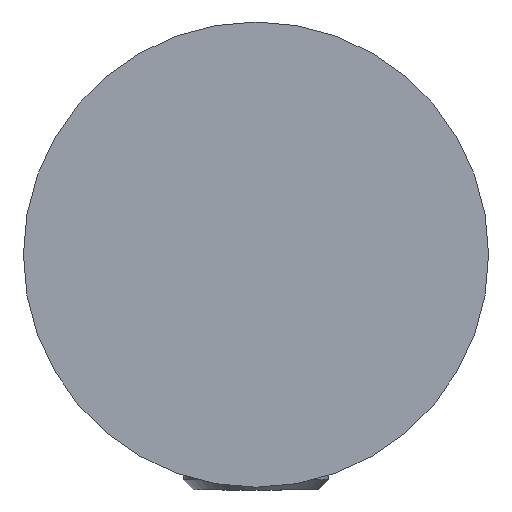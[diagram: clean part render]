
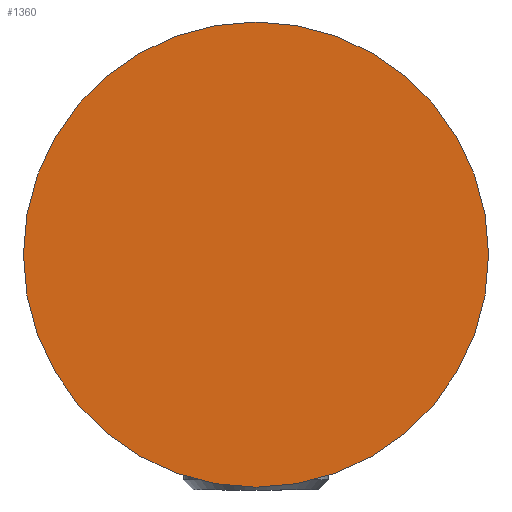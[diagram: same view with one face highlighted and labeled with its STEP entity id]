
A CAD part, left-side view. The second image highlights one B-rep face of the part: STEP entity #1360.
In plain terms, the highlighted planar face has unit normal (-1, 0, 0).
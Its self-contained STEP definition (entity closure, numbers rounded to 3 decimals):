
#117=PLANE('',#1631);
#505=ORIENTED_EDGE('',*,*,#808,.T.);
#808=EDGE_CURVE('',#1056,#1056,#1188,.T.);
#1056=VERTEX_POINT('',#2989);
#1188=CIRCLE('',#1632,33.6);
#1237=EDGE_LOOP('',(#505));
#1298=FACE_BOUND('',#1237,.T.);
#1360=ADVANCED_FACE('',(#1298),#117,.F.);
#1631=AXIS2_PLACEMENT_3D('',#2987,#1967,#1968);
#1632=AXIS2_PLACEMENT_3D('',#2988,#1969,#1970);
#1967=DIRECTION('',(1.,0.,0.));
#1968=DIRECTION('',(0.,0.,-1.));
#1969=DIRECTION('',(-1.,0.,0.));
#1970=DIRECTION('',(0.,0.,1.));
#2987=CARTESIAN_POINT('',(0.,0.,23.5));
#2988=CARTESIAN_POINT('',(0.,0.,0.));
#2989=CARTESIAN_POINT('',(0.,0.,33.6));
